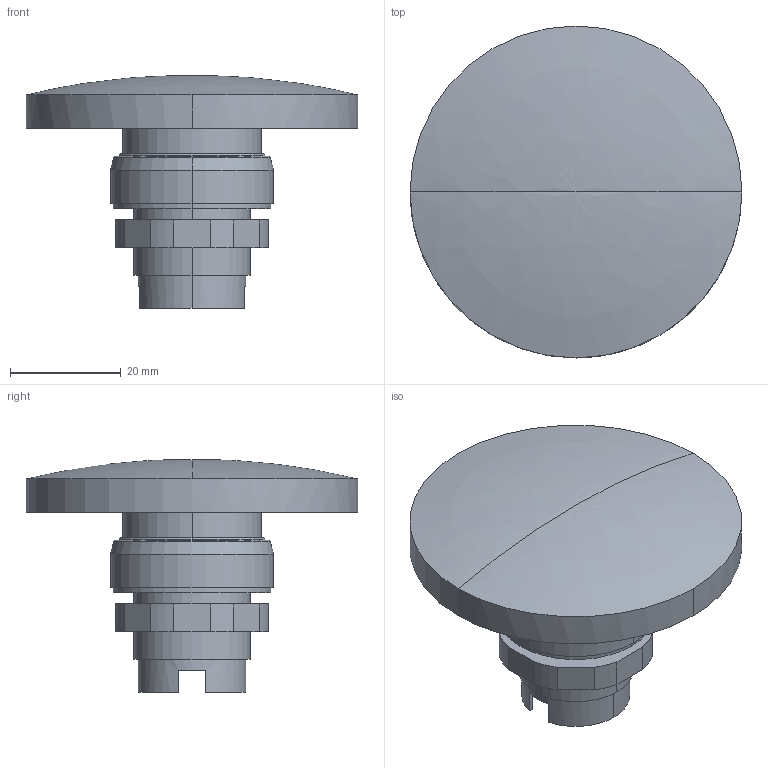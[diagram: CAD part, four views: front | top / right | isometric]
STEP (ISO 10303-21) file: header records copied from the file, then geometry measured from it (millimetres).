
FILE_DESCRIPTION((''),'2;1');
FILE_NAME('3d_LPCB6163.stp','2012-10-03T10:55:39',(''),(''),'Mechanical Desktop 2011','Mechanical Desktop 2011',', , ');
FILE_SCHEMA(('CONFIG_CONTROL_DESIGN'));
Length unit declared in the file: millimetre
Products named in the file (1): Product
Bounding box: 60 x 60 x 42.1 mm (x, y, z)
Volume: 37205.8 mm3; surface area: 13090.1 mm2
Topology: 4 solids, 4 shells, 67 faces, 164 edges, 109 vertices
Faces by surface type: cylinder 29, plane 28, torus 4, cone 4, bspline 2
Entity records: 2147 total; most frequent: CARTESIAN_POINT 391, DIRECTION 384, ORIENTED_EDGE 324, EDGE_CURVE 162, AXIS2_PLACEMENT_3D 156, VERTEX_POINT 109, CIRCLE 87, EDGE_LOOP 75
